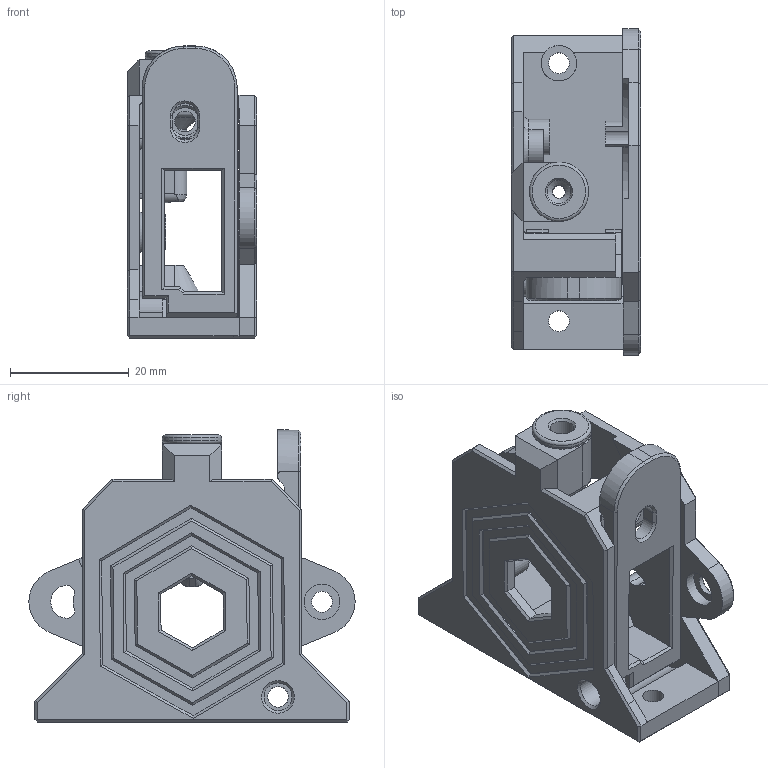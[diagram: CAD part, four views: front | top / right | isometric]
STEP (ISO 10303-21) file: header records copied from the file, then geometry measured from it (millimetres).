
FILE_DESCRIPTION(/* description */ (''),/* implementation_level */ '2;1');
FILE_NAME(/* name */ 'Roundtrip_LGX_v1.step',/* time_stamp */ '2023-03-08T11:17:50Z',/* author */ (''),/* organization */ (''),/* preprocessor_version */ 'ST-DEVELOPER v19.2',/* originating_system */ 'Autodesk Translation Framework v11.17.0.187',/* authorisation */ '');
FILE_SCHEMA (('AUTOMOTIVE_DESIGN { 1 0 10303 214 3 1 1 }'));
Length unit declared in the file: millimetre
Products named in the file (5): Roundtrip_LGX_Small_v1; Guidler; Collet; Front (1); Back (1)
Assembly tree (4 placements, depth 2):
  Roundtrip_LGX_Small_v1
    Guidler
    Collet
    Front (1)
    Back (1)
Bounding box: 21.86 x 55 x 49.25 mm (x, y, z)
Volume: 16223.4 mm3; surface area: 14389.1 mm2
Topology: 4 solids, 4 shells, 383 faces, 983 edges, 619 vertices
Faces by surface type: plane 254, cylinder 79, cone 28, torus 13, bspline 9
Full cylindrical faces by diameter (mm): 2.15 x2, 3.4 x1, 3.5 x8, 4 x1, 4.2 x2, 4.3 x1, 4.7 x4, 5 x1, 6 x5, 6.2 x1, 6.5 x1, 8 x1, 10 x1
Entity records: 12499 total; most frequent: CARTESIAN_POINT 2893, ORIENTED_EDGE 1966, DIRECTION 1955, EDGE_CURVE 983, LINE 691, VECTOR 691, AXIS2_PLACEMENT_3D 632, VERTEX_POINT 619
